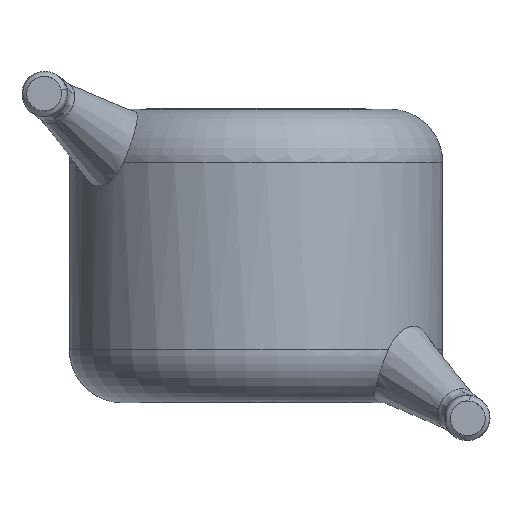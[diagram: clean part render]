
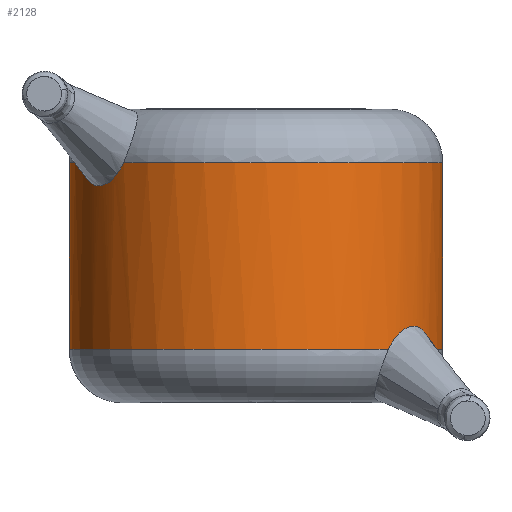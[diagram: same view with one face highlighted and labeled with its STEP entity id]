
A CAD part, front view. The second image highlights one B-rep face of the part: STEP entity #2128.
In plain terms, the highlighted cylindrical face has radius 3.5 mm (diameter 7 mm), a partial arc.
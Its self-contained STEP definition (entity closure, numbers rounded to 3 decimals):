
#17 = CARTESIAN_POINT ( 'NONE',  ( 3.254, -1.289, 1. ) ) ;
#44 = CARTESIAN_POINT ( 'NONE',  ( -2.601, -2.342, 4.287 ) ) ;
#163 = CARTESIAN_POINT ( 'NONE',  ( -2.48, -2.469, 4.5 ) ) ;
#233 = CARTESIAN_POINT ( 'NONE',  ( -2.875, -1.999, 4.067 ) ) ;
#239 = DIRECTION ( 'NONE',  ( 0., 0., -1. ) ) ;
#400 = CARTESIAN_POINT ( 'NONE',  ( 0., 0., 1. ) ) ;
#478 = CARTESIAN_POINT ( 'NONE',  ( 0., 0., 4.5 ) ) ;
#511 = B_SPLINE_CURVE_WITH_KNOTS ( 'NONE', 3,
 ( #1890, #1247, #1840, #3186 ),
 .UNSPECIFIED., .F., .F.,
 ( 4, 4 ),
 ( 0.001, 0.002 ),
 .UNSPECIFIED. ) ;
#594 = DIRECTION ( 'NONE',  ( 1., 0., 0. ) ) ;
#598 = AXIS2_PLACEMENT_3D ( 'NONE', #1240, #2204, #1935 ) ;
#603 = CARTESIAN_POINT ( 'NONE',  ( 2.538, -2.411, 1.122 ) ) ;
#615 = EDGE_CURVE ( 'NONE', #2090, #3275, #909, .T. ) ;
#727 = B_SPLINE_CURVE_WITH_KNOTS ( 'NONE', 3,
 ( #1647, #756, #3452, #1474, #820, #4190, #233, #2208, #2131, #2455 ),
 .UNSPECIFIED., .F., .F.,
 ( 4, 2, 2, 2, 4 ),
 ( 0., 0., 0.001, 0.001, 0.001 ),
 .UNSPECIFIED. ) ;
#738 = CARTESIAN_POINT ( 'NONE',  ( 0., 0., 1. ) ) ;
#756 = CARTESIAN_POINT ( 'NONE',  ( -3.24, -1.325, 4.381 ) ) ;
#813 = ORIENTED_EDGE ( 'NONE', *, *, #3673, .T. ) ;
#820 = CARTESIAN_POINT ( 'NONE',  ( -3.071, -1.684, 4.085 ) ) ;
#866 = VERTEX_POINT ( 'NONE', #1762 ) ;
#886 = AXIS2_PLACEMENT_3D ( 'NONE', #738, #1044, #4047 ) ;
#909 = CIRCLE ( 'NONE', #1411, 3.5 ) ;
#914 = EDGE_CURVE ( 'NONE', #1323, #3649, #3023, .T. ) ;
#922 = CARTESIAN_POINT ( 'NONE',  ( 2.768, -2.146, 1.385 ) ) ;
#1012 = VERTEX_POINT ( 'NONE', #2413 ) ;
#1044 = DIRECTION ( 'NONE',  ( 0., 0., 1. ) ) ;
#1185 = CYLINDRICAL_SURFACE ( 'NONE', #2706, 3.5 ) ;
#1207 = CARTESIAN_POINT ( 'NONE',  ( 2.608, -2.335, 1.226 ) ) ;
#1227 = CARTESIAN_POINT ( 'NONE',  ( 3.013, -1.782, 1.433 ) ) ;
#1240 = CARTESIAN_POINT ( 'NONE',  ( 0., 0., 4.5 ) ) ;
#1247 = CARTESIAN_POINT ( 'NONE',  ( -2.555, -2.393, 4.348 ) ) ;
#1255 = CARTESIAN_POINT ( 'NONE',  ( 3.5, 0., 5.5 ) ) ;
#1291 = FACE_OUTER_BOUND ( 'NONE', #2844, .T. ) ;
#1312 = CARTESIAN_POINT ( 'NONE',  ( 3.232, -1.344, 1.137 ) ) ;
#1323 = VERTEX_POINT ( 'NONE', #3021 ) ;
#1338 = DIRECTION ( 'NONE',  ( -1., 0., 0. ) ) ;
#1380 = DIRECTION ( 'NONE',  ( 1., 0., 0. ) ) ;
#1411 = AXIS2_PLACEMENT_3D ( 'NONE', #478, #2248, #594 ) ;
#1474 = CARTESIAN_POINT ( 'NONE',  ( -3.127, -1.576, 4.129 ) ) ;
#1490 = LINE ( 'NONE', #3968, #3982 ) ;
#1596 = CARTESIAN_POINT ( 'NONE',  ( 2.855, -2.031, 1.43 ) ) ;
#1607 = CARTESIAN_POINT ( 'NONE',  ( 2.975, -1.845, 1.439 ) ) ;
#1613 = AXIS2_PLACEMENT_3D ( 'NONE', #400, #2698, #1380 ) ;
#1627 = EDGE_CURVE ( 'NONE', #2627, #1848, #511, .T. ) ;
#1632 = VECTOR ( 'NONE', #239, 1000. ) ;
#1636 = CARTESIAN_POINT ( 'NONE',  ( 3.171, -1.482, 1.299 ) ) ;
#1647 = CARTESIAN_POINT ( 'NONE',  ( -3.254, -1.289, 4.5 ) ) ;
#1762 = CARTESIAN_POINT ( 'NONE',  ( 3.5, 0., 4.5 ) ) ;
#1840 = CARTESIAN_POINT ( 'NONE',  ( -2.514, -2.436, 4.42 ) ) ;
#1848 = VERTEX_POINT ( 'NONE', #163 ) ;
#1868 = ORIENTED_EDGE ( 'NONE', *, *, #3516, .T. ) ;
#1871 = ORIENTED_EDGE ( 'NONE', *, *, #4102, .T. ) ;
#1874 = CARTESIAN_POINT ( 'NONE',  ( 2.48, -2.469, 1. ) ) ;
#1890 = CARTESIAN_POINT ( 'NONE',  ( -2.601, -2.342, 4.287 ) ) ;
#1935 = DIRECTION ( 'NONE',  ( 1., 0., 0. ) ) ;
#2028 = ORIENTED_EDGE ( 'NONE', *, *, #2704, .T. ) ;
#2067 = ORIENTED_EDGE ( 'NONE', *, *, #1627, .F. ) ;
#2090 = VERTEX_POINT ( 'NONE', #3674 ) ;
#2128 = ADVANCED_FACE ( 'NONE', ( #1291 ), #1185, .T. ) ;
#2131 = CARTESIAN_POINT ( 'NONE',  ( -2.663, -2.273, 4.205 ) ) ;
#2204 = DIRECTION ( 'NONE',  ( 0., 0., -1. ) ) ;
#2208 = CARTESIAN_POINT ( 'NONE',  ( -2.733, -2.189, 4.143 ) ) ;
#2248 = DIRECTION ( 'NONE',  ( 0., 0., -1. ) ) ;
#2252 = CARTESIAN_POINT ( 'NONE',  ( 2.48, -2.469, 1. ) ) ;
#2413 = CARTESIAN_POINT ( 'NONE',  ( -3.5, 0., 1. ) ) ;
#2455 = CARTESIAN_POINT ( 'NONE',  ( -2.601, -2.342, 4.287 ) ) ;
#2501 = LINE ( 'NONE', #1255, #1632 ) ;
#2573 = ORIENTED_EDGE ( 'NONE', *, *, #3770, .F. ) ;
#2627 = VERTEX_POINT ( 'NONE', #44 ) ;
#2698 = DIRECTION ( 'NONE',  ( 0., 0., 1. ) ) ;
#2704 = EDGE_CURVE ( 'NONE', #1012, #3962, #3595, .T. ) ;
#2706 = AXIS2_PLACEMENT_3D ( 'NONE', #3626, #2978, #1338 ) ;
#2709 = CARTESIAN_POINT ( 'NONE',  ( -3.5, 0., 4.5 ) ) ;
#2741 = DIRECTION ( 'NONE',  ( 0., 0., -1. ) ) ;
#2844 = EDGE_LOOP ( 'NONE', ( #2969, #1871, #2067, #2573, #3087, #813, #2028, #1868, #3835 ) ) ;
#2969 = ORIENTED_EDGE ( 'NONE', *, *, #3106, .F. ) ;
#2978 = DIRECTION ( 'NONE',  ( 0., 0., -1. ) ) ;
#3021 = CARTESIAN_POINT ( 'NONE',  ( 3.254, -1.289, 1. ) ) ;
#3023 = CIRCLE ( 'NONE', #1613, 3.5 ) ;
#3087 = ORIENTED_EDGE ( 'NONE', *, *, #615, .T. ) ;
#3106 = EDGE_CURVE ( 'NONE', #866, #3649, #2501, .T. ) ;
#3186 = CARTESIAN_POINT ( 'NONE',  ( -2.48, -2.469, 4.5 ) ) ;
#3217 = B_SPLINE_CURVE_WITH_KNOTS ( 'NONE', 3,
 ( #1874, #3577, #603, #1207, #3523, #922, #1596, #1607, #1227, #3919, #4259, #1636, #3287, #1312, #3640, #17 ),
 .UNSPECIFIED., .F., .F.,
 ( 4, 2, 2, 2, 2, 2, 2, 4 ),
 ( 0., 0., 0., 0.001, 0.001, 0.001, 0.002, 0.002 ),
 .UNSPECIFIED. ) ;
#3275 = VERTEX_POINT ( 'NONE', #2709 ) ;
#3287 = CARTESIAN_POINT ( 'NONE',  ( 3.195, -1.43, 1.25 ) ) ;
#3452 = CARTESIAN_POINT ( 'NONE',  ( -3.211, -1.396, 4.277 ) ) ;
#3516 = EDGE_CURVE ( 'NONE', #3962, #1323, #3217, .T. ) ;
#3523 = CARTESIAN_POINT ( 'NONE',  ( 2.647, -2.291, 1.272 ) ) ;
#3577 = CARTESIAN_POINT ( 'NONE',  ( 2.507, -2.443, 1.064 ) ) ;
#3595 = CIRCLE ( 'NONE', #886, 3.5 ) ;
#3622 = CARTESIAN_POINT ( 'NONE',  ( 3.5, 0., 1. ) ) ;
#3626 = CARTESIAN_POINT ( 'NONE',  ( 0., 0., 5.5 ) ) ;
#3640 = CARTESIAN_POINT ( 'NONE',  ( 3.245, -1.311, 1.071 ) ) ;
#3649 = VERTEX_POINT ( 'NONE', #3622 ) ;
#3656 = CIRCLE ( 'NONE', #598, 3.5 ) ;
#3673 = EDGE_CURVE ( 'NONE', #3275, #1012, #1490, .T. ) ;
#3674 = CARTESIAN_POINT ( 'NONE',  ( -3.254, -1.289, 4.5 ) ) ;
#3770 = EDGE_CURVE ( 'NONE', #2090, #2627, #727, .T. ) ;
#3835 = ORIENTED_EDGE ( 'NONE', *, *, #914, .T. ) ;
#3919 = CARTESIAN_POINT ( 'NONE',  ( 3.083, -1.658, 1.4 ) ) ;
#3962 = VERTEX_POINT ( 'NONE', #2252 ) ;
#3968 = CARTESIAN_POINT ( 'NONE',  ( -3.5, 0., 5.5 ) ) ;
#3982 = VECTOR ( 'NONE', #2741, 1000. ) ;
#4047 = DIRECTION ( 'NONE',  ( 1., 0., 0. ) ) ;
#4102 = EDGE_CURVE ( 'NONE', #866, #1848, #3656, .T. ) ;
#4190 = CARTESIAN_POINT ( 'NONE',  ( -2.946, -1.894, 4.054 ) ) ;
#4259 = CARTESIAN_POINT ( 'NONE',  ( 3.116, -1.595, 1.373 ) ) ;
